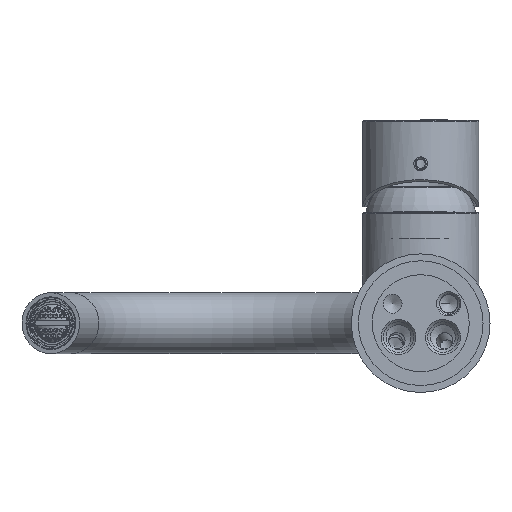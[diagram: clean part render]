
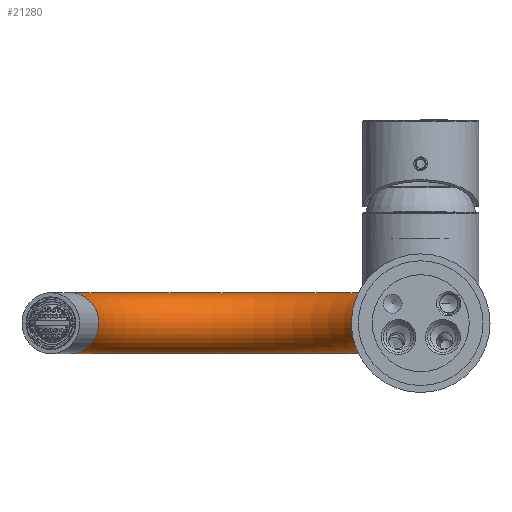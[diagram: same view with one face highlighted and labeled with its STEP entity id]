
A CAD part, front view. The second image highlights one B-rep face of the part: STEP entity #21280.
In plain terms, the highlighted toroidal (fillet/blend) face has major radius 65 mm and minor radius 11 mm.
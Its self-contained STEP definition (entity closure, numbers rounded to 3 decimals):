
#304=TOROIDAL_SURFACE('',#22571,65.,11.);
#2936=CIRCLE('',#22567,11.);
#2939=CIRCLE('',#22572,11.);
#4547=ORIENTED_EDGE('',*,*,#7792,.F.);
#4548=ORIENTED_EDGE('',*,*,#7788,.T.);
#7788=EDGE_CURVE('',#9495,#9495,#2936,.F.);
#7792=EDGE_CURVE('',#9499,#9499,#2939,.F.);
#9495=VERTEX_POINT('',#30544);
#9499=VERTEX_POINT('',#30564);
#11062=EDGE_LOOP('',(#4547));
#11063=EDGE_LOOP('',(#4548));
#12491=FACE_BOUND('',#11062,.T.);
#12492=FACE_BOUND('',#11063,.T.);
#21280=ADVANCED_FACE('',(#12491,#12492),#304,.T.);
#22567=AXIS2_PLACEMENT_3D('',#30543,#24780,#24781);
#22571=AXIS2_PLACEMENT_3D('',#30562,#24788,#24789);
#22572=AXIS2_PLACEMENT_3D('',#30563,#24790,#24791);
#24780=DIRECTION('',(0.,-1.,0.));
#24781=DIRECTION('',(1.,0.,0.));
#24788=DIRECTION('',(1.,0.,0.));
#24789=DIRECTION('',(0.,0.,-1.));
#24790=DIRECTION('',(0.,0.946,-0.326));
#24791=DIRECTION('',(0.,0.326,0.946));
#30543=CARTESIAN_POINT('',(0.,289.1,-5.25));
#30544=CARTESIAN_POINT('',(11.,289.1,-5.25));
#30562=CARTESIAN_POINT('',(0.,289.1,59.75));
#30563=CARTESIAN_POINT('',(0.,310.262,121.209));
#30564=CARTESIAN_POINT('',(0.,313.843,131.609));
